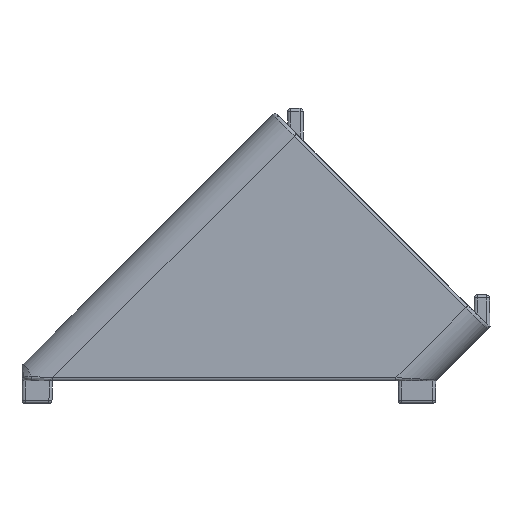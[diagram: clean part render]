
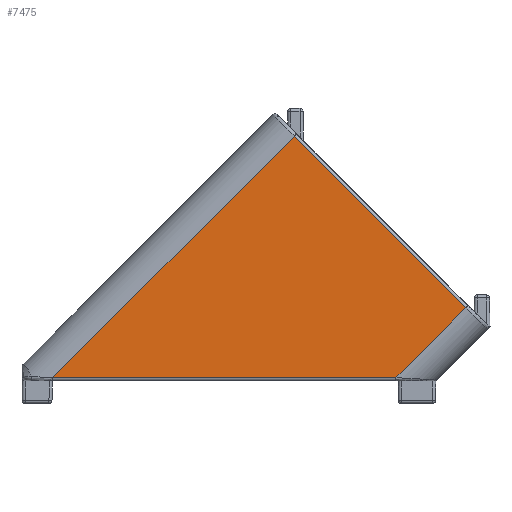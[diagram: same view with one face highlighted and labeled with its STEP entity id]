
A CAD part, left-side view. The second image highlights one B-rep face of the part: STEP entity #7475.
In plain terms, the highlighted planar face has unit normal (-1, 0, 0).
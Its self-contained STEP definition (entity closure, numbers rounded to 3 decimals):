
#244 = EDGE_CURVE ( 'NONE', #9603, #1754, #8679, .T. ) ;
#776 = VECTOR ( 'NONE', #9380, 1000. ) ;
#1137 = VECTOR ( 'NONE', #5054, 1000. ) ;
#1482 = DIRECTION ( 'NONE',  ( 0., 0., -1. ) ) ;
#1484 = CARTESIAN_POINT ( 'NONE',  ( -10., -9.45, 16.122 ) ) ;
#1754 = VERTEX_POINT ( 'NONE', #1484 ) ;
#1837 = CARTESIAN_POINT ( 'NONE',  ( -10., 6.472, 0.2 ) ) ;
#2009 = EDGE_CURVE ( 'NONE', #8667, #9603, #2313, .T. ) ;
#2182 = ORIENTED_EDGE ( 'NONE', *, *, #2631, .F. ) ;
#2211 = LINE ( 'NONE', #9211, #6010 ) ;
#2313 = LINE ( 'NONE', #7553, #776 ) ;
#2326 = CARTESIAN_POINT ( 'NONE',  ( -10., 8.086, -1.414 ) ) ;
#2631 = EDGE_CURVE ( 'NONE', #5276, #8667, #6012, .T. ) ;
#2758 = CARTESIAN_POINT ( 'NONE',  ( -10., -16.156, 0.2 ) ) ;
#3904 = FACE_OUTER_BOUND ( 'NONE', #6489, .T. ) ;
#3912 = CARTESIAN_POINT ( 'NONE',  ( -10., -20.764, 4.808 ) ) ;
#4659 = ORIENTED_EDGE ( 'NONE', *, *, #2009, .F. ) ;
#4837 = DIRECTION ( 'NONE',  ( 0., -0.707, -0.707 ) ) ;
#5054 = DIRECTION ( 'NONE',  ( 0., 0.707, -0.707 ) ) ;
#5276 = VERTEX_POINT ( 'NONE', #3912 ) ;
#5574 = ORIENTED_EDGE ( 'NONE', *, *, #244, .F. ) ;
#5673 = PLANE ( 'NONE',  #9214 ) ;
#6010 = VECTOR ( 'NONE', #4837, 1000. ) ;
#6012 = LINE ( 'NONE', #10295, #1137 ) ;
#6489 = EDGE_LOOP ( 'NONE', ( #5574, #4659, #2182, #8288 ) ) ;
#6715 = DIRECTION ( 'NONE',  ( 1., 0., 0. ) ) ;
#6984 = CARTESIAN_POINT ( 'NONE',  ( -10., 6.472, 0.2 ) ) ;
#7475 = ADVANCED_FACE ( 'NONE', ( #3904 ), #5673, .F. ) ;
#7553 = CARTESIAN_POINT ( 'NONE',  ( -10., 8.086, 0.2 ) ) ;
#8288 = ORIENTED_EDGE ( 'NONE', *, *, #9977, .F. ) ;
#8667 = VERTEX_POINT ( 'NONE', #2758 ) ;
#8679 = LINE ( 'NONE', #6984, #10525 ) ;
#9211 = CARTESIAN_POINT ( 'NONE',  ( -10., -9.45, 16.122 ) ) ;
#9214 = AXIS2_PLACEMENT_3D ( 'NONE', #2326, #6715, #1482 ) ;
#9380 = DIRECTION ( 'NONE',  ( 0., 1., 0. ) ) ;
#9547 = DIRECTION ( 'NONE',  ( 0., -0.707, 0.707 ) ) ;
#9603 = VERTEX_POINT ( 'NONE', #1837 ) ;
#9977 = EDGE_CURVE ( 'NONE', #1754, #5276, #2211, .T. ) ;
#10295 = CARTESIAN_POINT ( 'NONE',  ( -10., -3.228, -12.728 ) ) ;
#10525 = VECTOR ( 'NONE', #9547, 1000. ) ;
